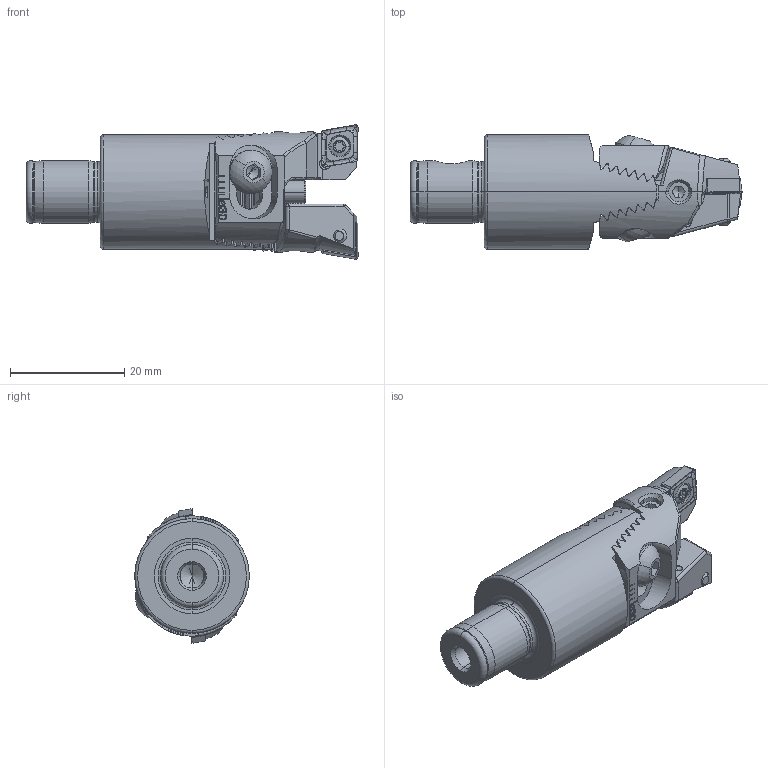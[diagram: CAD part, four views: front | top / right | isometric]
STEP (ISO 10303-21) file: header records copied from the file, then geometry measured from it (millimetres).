
FILE_DESCRIPTION (( 'STEP AP214' ), '1' );
FILE_NAME ('WH1-Z20.K23.045.STEP', '2015-10-01T06:44:14', ( 'SWIAdmin' ), ( 'Hewlett-Packard Company' ), 'SwSTEP 2.0', 'SolidWorks 2015', '' );
FILE_SCHEMA (( 'AUTOMOTIVE_DESIGN' ));
Length unit declared in the file: millimetre
Products named in the file (11): Z20-ER2.001.013_A; Z20-ER1.001.008; Z20-ER1.003.008_A_gespannt; Z20-ER1.002.008_A; Z20-WCA.001.015; Z20-ER3.001.007_A; CCMT060204; WCA-ER2.001.006_A; Z20-xxx.001.015_D; WH1-Z20.K23.045_A; WH1-Z20.K23.045
Assembly tree (15 placements, depth 3):
  WH1-Z20.K23.045
    WH1-Z20.K23.045_A
    Z20-WCA.001.015
      Z20-xxx.001.015_D  x2
      WCA-ER2.001.006_A  x2
      CCMT060204  x2
      Z20-ER3.001.007_A  x2
    Z20-ER1.001.008  x2
      Z20-ER1.002.008_A
      Z20-ER1.003.008_A_gespannt
    Z20-ER2.001.013_A
Bounding box: 58 x 20 x 23.5 mm (x, y, z)
Volume: 11372.9 mm3; surface area: 7811.2 mm2
Topology: 14 solids, 14 shells, 918 faces, 2405 edges, 1502 vertices
Faces by surface type: plane 413, cylinder 223, cone 112, bspline 108, torus 42, sphere 20
Entity records: 22525 total; most frequent: CARTESIAN_POINT 8301, ORIENTED_EDGE 3024, DIRECTION 2391, EDGE_CURVE 1512, VERTEX_POINT 956, AXIS2_PLACEMENT_3D 863, VECTOR 665, LINE 665
